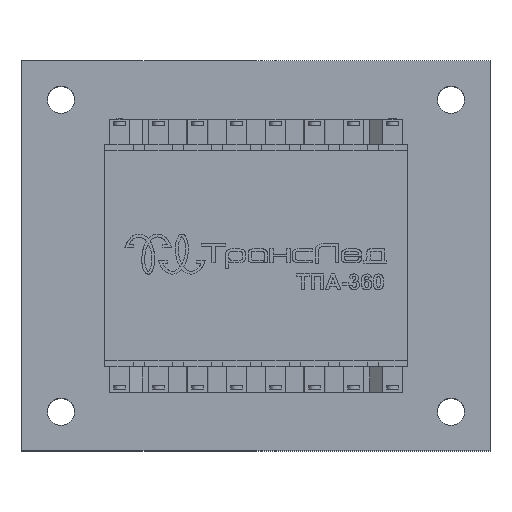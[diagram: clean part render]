
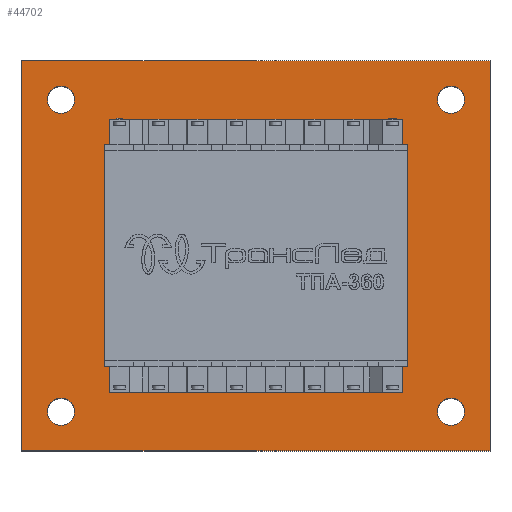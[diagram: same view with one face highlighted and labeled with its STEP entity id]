
A CAD part, top view. The second image highlights one B-rep face of the part: STEP entity #44702.
In plain terms, the highlighted planar face has unit normal (0, 0, 1).
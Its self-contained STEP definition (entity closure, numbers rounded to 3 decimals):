
#1922=FACE_BOUND('',#7369,.T.);
#1923=FACE_BOUND('',#7370,.T.);
#1924=FACE_BOUND('',#7371,.T.);
#1925=FACE_BOUND('',#7372,.T.);
#2625=CIRCLE('',#47821,3.5);
#2627=CIRCLE('',#47824,3.5);
#2629=CIRCLE('',#47827,3.5);
#2631=CIRCLE('',#47830,3.5);
#4278=FACE_OUTER_BOUND('',#7368,.T.);
#7368=EDGE_LOOP('',(#34218,#34219,#34220,#34221));
#7369=EDGE_LOOP('',(#34222));
#7370=EDGE_LOOP('',(#34223));
#7371=EDGE_LOOP('',(#34224));
#7372=EDGE_LOOP('',(#34225));
#10748=LINE('',#65148,#15653);
#10751=LINE('',#65154,#15656);
#10754=LINE('',#65160,#15659);
#10757=LINE('',#65164,#15662);
#15653=VECTOR('',#54223,10.);
#15656=VECTOR('',#54228,10.);
#15659=VECTOR('',#54233,10.);
#15662=VECTOR('',#54238,10.);
#20333=VERTEX_POINT('',#65120);
#20335=VERTEX_POINT('',#65126);
#20337=VERTEX_POINT('',#65132);
#20339=VERTEX_POINT('',#65138);
#20342=VERTEX_POINT('',#65145);
#20343=VERTEX_POINT('',#65147);
#20345=VERTEX_POINT('',#65153);
#20347=VERTEX_POINT('',#65159);
#25366=EDGE_CURVE('',#20333,#20333,#2625,.T.);
#25369=EDGE_CURVE('',#20335,#20335,#2627,.T.);
#25372=EDGE_CURVE('',#20337,#20337,#2629,.T.);
#25375=EDGE_CURVE('',#20339,#20339,#2631,.T.);
#25378=EDGE_CURVE('',#20343,#20342,#10748,.T.);
#25381=EDGE_CURVE('',#20345,#20343,#10751,.T.);
#25384=EDGE_CURVE('',#20347,#20345,#10754,.T.);
#25387=EDGE_CURVE('',#20342,#20347,#10757,.T.);
#34218=ORIENTED_EDGE('',*,*,#25387,.T.);
#34219=ORIENTED_EDGE('',*,*,#25384,.T.);
#34220=ORIENTED_EDGE('',*,*,#25381,.T.);
#34221=ORIENTED_EDGE('',*,*,#25378,.T.);
#34222=ORIENTED_EDGE('',*,*,#25375,.T.);
#34223=ORIENTED_EDGE('',*,*,#25372,.T.);
#34224=ORIENTED_EDGE('',*,*,#25369,.T.);
#34225=ORIENTED_EDGE('',*,*,#25366,.T.);
#42754=PLANE('',#47835);
#44702=ADVANCED_FACE('',(#4278,#1922,#1923,#1924,#1925),#42754,.T.);
#47821=AXIS2_PLACEMENT_3D('',#65122,#54196,#54197);
#47824=AXIS2_PLACEMENT_3D('',#65128,#54203,#54204);
#47827=AXIS2_PLACEMENT_3D('',#65134,#54210,#54211);
#47830=AXIS2_PLACEMENT_3D('',#65140,#54217,#54218);
#47835=AXIS2_PLACEMENT_3D('',#65165,#54239,#54240);
#54196=DIRECTION('center_axis',(0.,0.,-1.));
#54197=DIRECTION('ref_axis',(-1.,0.,0.));
#54203=DIRECTION('center_axis',(0.,0.,-1.));
#54204=DIRECTION('ref_axis',(-1.,0.,0.));
#54210=DIRECTION('center_axis',(0.,0.,-1.));
#54211=DIRECTION('ref_axis',(-1.,0.,0.));
#54217=DIRECTION('center_axis',(0.,0.,-1.));
#54218=DIRECTION('ref_axis',(-1.,0.,0.));
#54223=DIRECTION('',(0.,1.,0.));
#54228=DIRECTION('',(1.,0.,0.));
#54233=DIRECTION('',(0.,-1.,0.));
#54238=DIRECTION('',(-1.,0.,0.));
#54239=DIRECTION('center_axis',(0.,0.,1.));
#54240=DIRECTION('ref_axis',(-1.,0.,0.));
#65120=CARTESIAN_POINT('',(73.5,60.,80.8));
#65122=CARTESIAN_POINT('Origin',(70.,60.,80.8));
#65126=CARTESIAN_POINT('',(173.5,140.,80.8));
#65128=CARTESIAN_POINT('Origin',(170.,140.,80.8));
#65132=CARTESIAN_POINT('',(173.5,60.,80.8));
#65134=CARTESIAN_POINT('Origin',(170.,60.,80.8));
#65138=CARTESIAN_POINT('',(73.5,140.,80.8));
#65140=CARTESIAN_POINT('Origin',(70.,140.,80.8));
#65145=CARTESIAN_POINT('',(180.,150.,80.8));
#65147=CARTESIAN_POINT('',(180.,50.,80.8));
#65148=CARTESIAN_POINT('',(180.,150.,80.8));
#65153=CARTESIAN_POINT('',(60.,50.,80.8));
#65154=CARTESIAN_POINT('',(180.,50.,80.8));
#65159=CARTESIAN_POINT('',(60.,150.,80.8));
#65160=CARTESIAN_POINT('',(60.,50.,80.8));
#65164=CARTESIAN_POINT('',(60.,150.,80.8));
#65165=CARTESIAN_POINT('Origin',(120.,100.,80.8));
